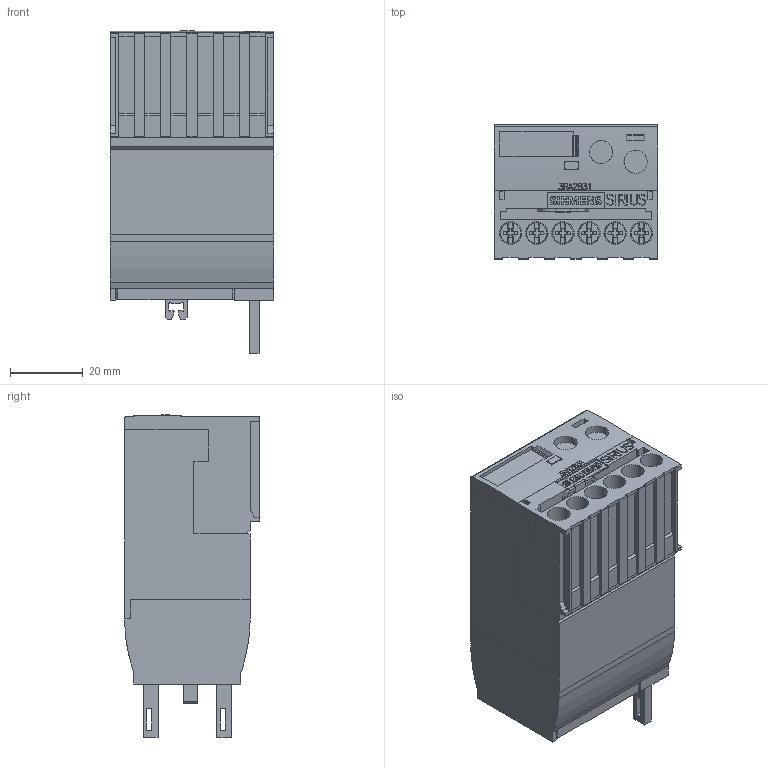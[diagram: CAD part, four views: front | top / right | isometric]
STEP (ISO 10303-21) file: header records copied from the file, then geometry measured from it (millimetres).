
FILE_DESCRIPTION(('STEP AP214'),'1');
FILE_NAME('cctmp_2C3CEA9A-C1B1-409B-BD3B-EBD8D2E59047_2023_07_18_12_02_14_0528..stp','2023-07-18T10:02:15',('SIEMENS A&D'),('CADClick - www.CADClick.com'),'Spatial InterOp 3D postprocessed',' ','unknown authorization');
FILE_SCHEMA(('AUTOMOTIVE_DESIGN'));
Length unit declared in the file: millimetre
Products named in the file (3): cc_unnamed; 2023_07_18_12_02_14_0465; 2023_07_18_12_02_14_0434
Assembly tree (2 placements, depth 2):
  cc_unnamed
    2023_07_18_12_02_14_0465
    2023_07_18_12_02_14_0434
Bounding box: 45 x 37.05 x 88.85 mm (x, y, z)
Volume: 111433.8 mm3; surface area: 22882.8 mm2
Topology: 2 solids, 6 shells, 971 faces, 2703 edges, 1800 vertices
Faces by surface type: plane 804, cylinder 131, cone 36
Entity records: 52117 total; most frequent: CARTESIAN_POINT 5707, STYLED_ITEM 5476, PRESENTATION_STYLE_ASSIGNMENT 5476, ORIENTED_EDGE 5406, DIRECTION 5133, EDGE_CURVE 2703, CURVE_STYLE 2703, DRAUGHTING_PRE_DEFINED_CURVE_FONT 2703
